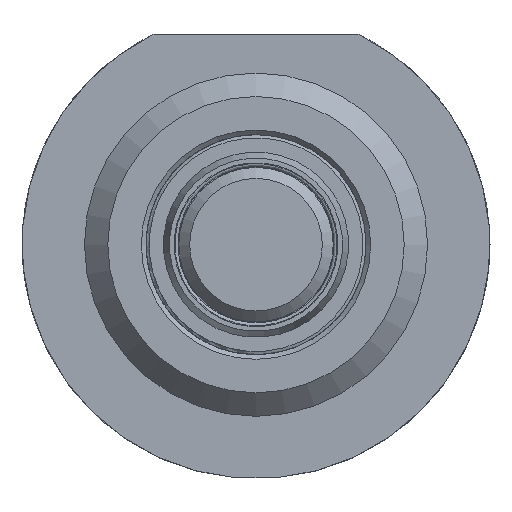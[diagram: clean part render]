
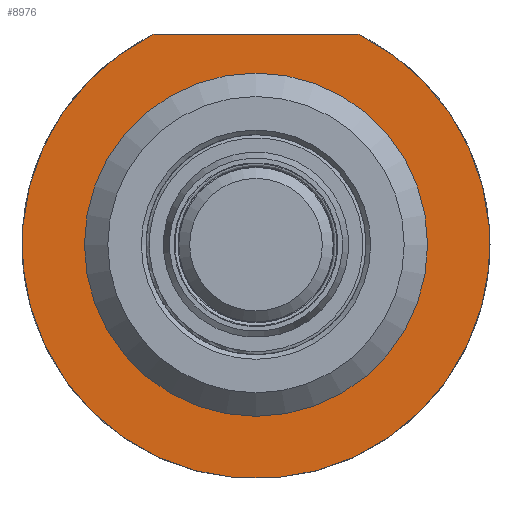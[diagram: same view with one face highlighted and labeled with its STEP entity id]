
A CAD part, front view. The second image highlights one B-rep face of the part: STEP entity #8976.
In plain terms, the highlighted planar face has unit normal (0, -1, 0).
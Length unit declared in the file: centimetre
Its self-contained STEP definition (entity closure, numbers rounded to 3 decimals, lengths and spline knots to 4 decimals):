
#765=LINE($,#11499,#1537);
#1537=VECTOR($,#9978,1.3077);
#2335=PLANE($,#9555);
#2600=FACE_BOUND($,#3263,.T.);
#2701=FACE_OUTER_BOUND($,#3262,.T.);
#3262=EDGE_LOOP($,(#6287,#6288));
#3263=EDGE_LOOP($,(#6289));
#3833=CIRCLE($,#9552,1.1);
#3834=CIRCLE($,#9554,1.5);
#3919=VERTEX_POINT($,#11497);
#3920=VERTEX_POINT($,#11498);
#3932=VERTEX_POINT($,#11537);
#4853=EDGE_CURVE($,#3919,#3920,#765,.T.);
#4868=EDGE_CURVE($,#3932,#3932,#3833,.T.);
#4869=EDGE_CURVE($,#3920,#3919,#3834,.T.);
#6287=ORIENTED_EDGE($,*,*,#4853,.F.);
#6288=ORIENTED_EDGE($,*,*,#4869,.F.);
#6289=ORIENTED_EDGE($,*,*,#4868,.T.);
#8976=ADVANCED_FACE($,(#2701,#2600),#2335,.T.);
#9552=AXIS2_PLACEMENT_3D($,#11538,#10027,#10028);
#9554=AXIS2_PLACEMENT_3D($,#11540,#10031,#10032);
#9555=AXIS2_PLACEMENT_3D($,#11541,#10033,#10034);
#9978=DIRECTION($,(1.,0.,0.));
#10027=DIRECTION('center_axis',(0.,1.,0.));
#10028=DIRECTION('ref_axis',(0.,0.,1.));
#10031=DIRECTION('center_axis',(0.,1.,0.));
#10032=DIRECTION('ref_axis',(-0.436,0.,0.9));
#10033=DIRECTION('center_axis',(0.,-1.,0.));
#10034=DIRECTION('ref_axis',(0.,0.,-1.));
#11497=CARTESIAN_POINT('',(-0.6538,-12.65,1.35));
#11498=CARTESIAN_POINT('',(0.6538,-12.65,1.35));
#11499=CARTESIAN_POINT($,(-0.6538,-12.65,1.35));
#11537=CARTESIAN_POINT('',(0.,-12.65,1.1));
#11538=CARTESIAN_POINT('Origin',(0.,-12.65,0.));
#11540=CARTESIAN_POINT('Origin',(0.,-12.65,0.));
#11541=CARTESIAN_POINT('Origin',(0.,-12.65,0.1083));
